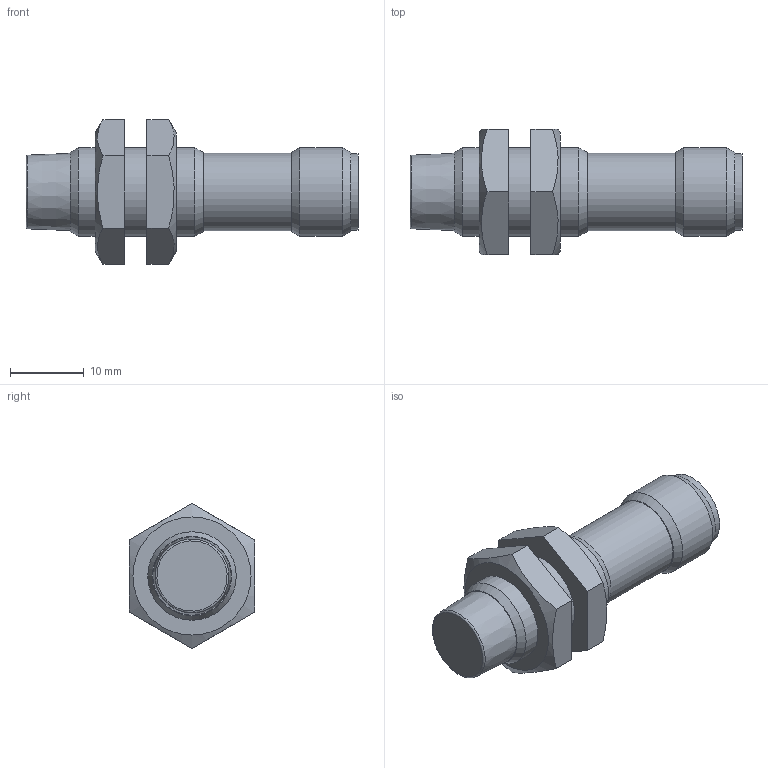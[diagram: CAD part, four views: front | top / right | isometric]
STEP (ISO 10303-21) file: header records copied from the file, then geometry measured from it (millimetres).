
FILE_DESCRIPTION(/* description */ (''),/* implementation_level */ '2;1');
FILE_NAME(/* name */ 'KJ4_M12MN45-V2.stp',/* time_stamp */ '2021-06-23T09:44:25+02:00',/* author */ ('L43FV9'),/* organization */ (''),/* preprocessor_version */ 'ST-DEVELOPER v18.1',/* originating_system */ 'Autodesk Inventor 2021',/* authorisation */ '');
FILE_SCHEMA (('AUTOMOTIVE_DESIGN { 1 0 10303 214 3 1 1 }'));
Length unit declared in the file: millimetre
Products named in the file (1): KJ4_M12MN45-V2_Shrinkwrap_1
Bounding box: 45 x 17 x 19.63 mm (x, y, z)
Volume: 5517.5 mm3; surface area: 2485.6 mm2
Topology: 1 solids, 1 shells, 43 faces, 92 edges, 60 vertices
Faces by surface type: plane 26, cylinder 8, cone 8, torus 1
Full cylindrical faces by diameter (mm): 10.4 x1, 10.5 x1, 12 x4
Entity records: 1267 total; most frequent: CARTESIAN_POINT 220, DIRECTION 202, ORIENTED_EDGE 184, EDGE_CURVE 92, AXIS2_PLACEMENT_3D 78, VERTEX_POINT 60, EDGE_LOOP 52, LINE 46
